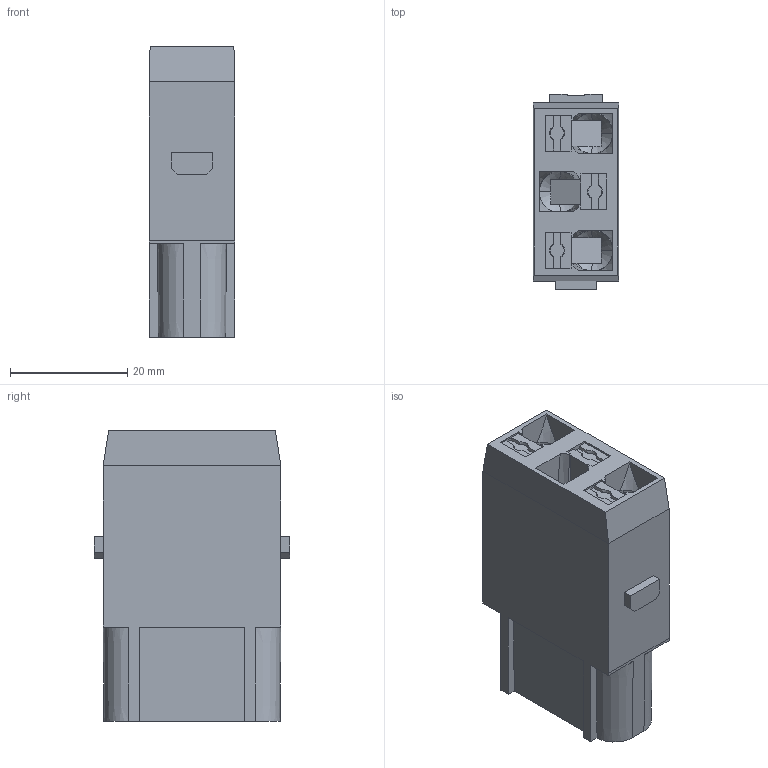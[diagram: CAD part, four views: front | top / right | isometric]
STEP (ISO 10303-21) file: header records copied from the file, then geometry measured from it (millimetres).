
FILE_DESCRIPTION(('CATIA V5 STEP Exchange','CAx-IF Rec.Pracs.--- Model Styling and Organization---1.4--- 2014-01-23'),'2;1');
FILE_NAME ('1295258-1_1', '2021-01-18T07:26:38+00:00', ('none'), ('Weidmueller'), 'CATIA Version 5-6 Release 2016 SP3 HF44', 'CATIA V5 STEP AP214', 'none');
FILE_SCHEMA(('AUTOMOTIVE_DESIGN { 1 0 10303 214 1 1 1 1 }'));
Length unit declared in the file: millimetre
Products named in the file (1): 2772780000
Bounding box: 14.6 x 33.4 x 49.55 mm (x, y, z)
Volume: 15371.6 mm3; surface area: 10239.8 mm2
Topology: 7 solids, 7 shells, 231 faces, 638 edges, 427 vertices
Faces by surface type: plane 165, cone 60, cylinder 6
Entity records: 8290 total; most frequent: CARTESIAN_POINT 2746, ORIENTED_EDGE 1276, DIRECTION 900, EDGE_CURVE 638, VECTOR 431, LINE 431, VERTEX_POINT 427, AXIS2_PLACEMENT_3D 270
